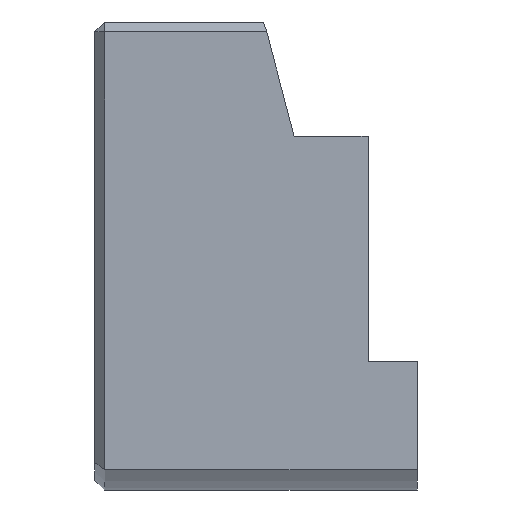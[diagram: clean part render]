
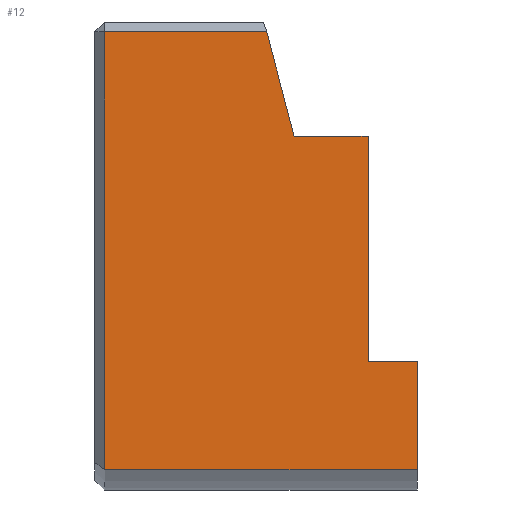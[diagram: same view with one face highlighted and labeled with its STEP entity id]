
A CAD part, left-side view. The second image highlights one B-rep face of the part: STEP entity #12.
In plain terms, the highlighted planar face has unit normal (-1, 0, 0).
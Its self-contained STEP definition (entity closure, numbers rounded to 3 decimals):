
#12 = ADVANCED_FACE ( 'NONE', ( #39 ), #237, .F. ) ;
#39 = FACE_OUTER_BOUND ( 'NONE', #509, .T. ) ;
#72 = ORIENTED_EDGE ( 'NONE', *, *, #424, .T. ) ;
#73 = ORIENTED_EDGE ( 'NONE', *, *, #425, .T. ) ;
#74 = ORIENTED_EDGE ( 'NONE', *, *, #417, .T. ) ;
#75 = ORIENTED_EDGE ( 'NONE', *, *, #426, .T. ) ;
#76 = ORIENTED_EDGE ( 'NONE', *, *, #427, .T. ) ;
#77 = ORIENTED_EDGE ( 'NONE', *, *, #428, .F. ) ;
#78 = ORIENTED_EDGE ( 'NONE', *, *, #429, .F. ) ;
#79 = ORIENTED_EDGE ( 'NONE', *, *, #430, .F. ) ;
#171 = VERTEX_POINT ( 'NONE', #318 ) ;
#183 = VERTEX_POINT ( 'NONE', #328 ) ;
#188 = VERTEX_POINT ( 'NONE', #333 ) ;
#192 = VERTEX_POINT ( 'NONE', #337 ) ;
#193 = VERTEX_POINT ( 'NONE', #338 ) ;
#194 = VERTEX_POINT ( 'NONE', #339 ) ;
#197 = VERTEX_POINT ( 'NONE', #342 ) ;
#199 = VERTEX_POINT ( 'NONE', #344 ) ;
#237 = PLANE ( 'NONE',  #465 ) ;
#239 = CARTESIAN_POINT ( 'NONE',  ( -6.35, 13.1, -7.98 ) ) ;
#244 = DIRECTION ( 'NONE',  ( 1., 0., 0. ) ) ;
#245 = DIRECTION ( 'NONE',  ( 0., 0., -1. ) ) ;
#318 = CARTESIAN_POINT ( 'NONE',  ( -6.35, 12.7, -7.98 ) ) ;
#328 = CARTESIAN_POINT ( 'NONE',  ( -6.35, 6.116, 9.8 ) ) ;
#333 = CARTESIAN_POINT ( 'NONE',  ( -6.35, 0., -3.585 ) ) ;
#337 = CARTESIAN_POINT ( 'NONE',  ( -6.35, 12.7, 9.8 ) ) ;
#338 = CARTESIAN_POINT ( 'NONE',  ( -6.35, 0., -7.98 ) ) ;
#339 = CARTESIAN_POINT ( 'NONE',  ( -6.35, 5., 5.561 ) ) ;
#342 = CARTESIAN_POINT ( 'NONE',  ( -6.35, 2., 5.561 ) ) ;
#344 = CARTESIAN_POINT ( 'NONE',  ( -6.35, 2., -3.585 ) ) ;
#417 = EDGE_CURVE ( 'NONE', #171, #193, #595, .T. ) ;
#424 = EDGE_CURVE ( 'NONE', #183, #192, #602, .T. ) ;
#425 = EDGE_CURVE ( 'NONE', #192, #171, #606, .T. ) ;
#426 = EDGE_CURVE ( 'NONE', #193, #188, #610, .T. ) ;
#427 = EDGE_CURVE ( 'NONE', #188, #199, #612, .T. ) ;
#428 = EDGE_CURVE ( 'NONE', #197, #199, #614, .T. ) ;
#429 = EDGE_CURVE ( 'NONE', #194, #197, #616, .T. ) ;
#430 = EDGE_CURVE ( 'NONE', #183, #194, #835, .T. ) ;
#465 = AXIS2_PLACEMENT_3D ( 'NONE', #239, #244, #245 ) ;
#509 = EDGE_LOOP ( 'NONE', ( #72, #73, #74, #75, #76, #77, #78, #79 ) ) ;
#595 = LINE ( 'NONE', #684, #597 ) ;
#597 = VECTOR ( 'NONE', #679, 1000. ) ;
#602 = LINE ( 'NONE', #702, #609 ) ;
#606 = LINE ( 'NONE', #707, #611 ) ;
#609 = VECTOR ( 'NONE', #706, 1000. ) ;
#610 = LINE ( 'NONE', #709, #613 ) ;
#611 = VECTOR ( 'NONE', #708, 1000. ) ;
#612 = LINE ( 'NONE', #711, #615 ) ;
#613 = VECTOR ( 'NONE', #710, 1000. ) ;
#614 = LINE ( 'NONE', #713, #617 ) ;
#615 = VECTOR ( 'NONE', #712, 1000. ) ;
#616 = LINE ( 'NONE', #715, #619 ) ;
#617 = VECTOR ( 'NONE', #714, 1000. ) ;
#619 = VECTOR ( 'NONE', #716, 1000. ) ;
#679 = DIRECTION ( 'NONE',  ( 0., -1., 0. ) ) ;
#684 = CARTESIAN_POINT ( 'NONE',  ( -6.35, 13.1, -7.98 ) ) ;
#701 = CARTESIAN_POINT ( 'NONE',  ( -6.35, 6.116, 9.8 ) ) ;
#702 = CARTESIAN_POINT ( 'NONE',  ( -6.35, 13.1, 9.8 ) ) ;
#703 = CARTESIAN_POINT ( 'NONE',  ( -6.35, 5.745, 8.387 ) ) ;
#706 = DIRECTION ( 'NONE',  ( 0., 1., 0. ) ) ;
#707 = CARTESIAN_POINT ( 'NONE',  ( -6.35, 12.7, -7.98 ) ) ;
#708 = DIRECTION ( 'NONE',  ( 0., 0., -1. ) ) ;
#709 = CARTESIAN_POINT ( 'NONE',  ( -6.35, 0., -7.98 ) ) ;
#710 = DIRECTION ( 'NONE',  ( 0., 0., 1. ) ) ;
#711 = CARTESIAN_POINT ( 'NONE',  ( -6.35, 2., -3.585 ) ) ;
#712 = DIRECTION ( 'NONE',  ( 0., 1., 0. ) ) ;
#713 = CARTESIAN_POINT ( 'NONE',  ( -6.35, 2., -7.98 ) ) ;
#714 = DIRECTION ( 'NONE',  ( 0., 0., -1. ) ) ;
#715 = CARTESIAN_POINT ( 'NONE',  ( -6.35, 16.6, 5.561 ) ) ;
#716 = DIRECTION ( 'NONE',  ( 0., -1., 0. ) ) ;
#718 = CARTESIAN_POINT ( 'NONE',  ( -6.35, 5.373, 6.974 ) ) ;
#719 = CARTESIAN_POINT ( 'NONE',  ( -6.35, 5., 5.561 ) ) ;
#835 = B_SPLINE_CURVE_WITH_KNOTS ( 'NONE', 3,
 ( #701, #703, #718, #719 ),
 .UNSPECIFIED., .F., .F.,
 ( 4, 4 ),
 ( 0.007, 0.012 ),
 .UNSPECIFIED. ) ;
